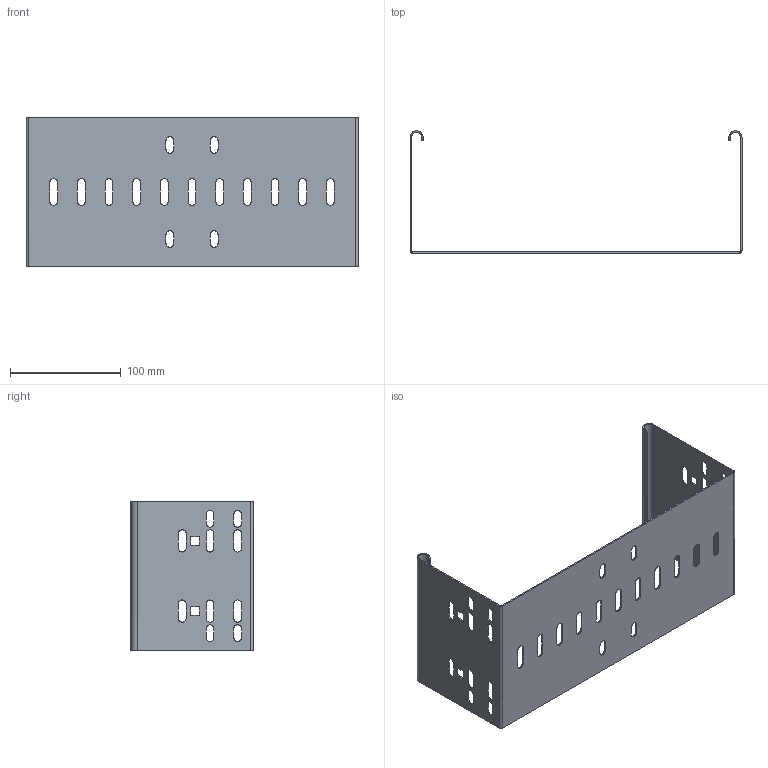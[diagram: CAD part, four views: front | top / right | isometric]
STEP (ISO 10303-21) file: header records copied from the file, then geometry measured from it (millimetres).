
FILE_DESCRIPTION(/* description */ (''),/* implementation_level */ '2;1');
FILE_NAME(/* name */ '6065916',/* time_stamp */ '2014-10-10T13:34:23+02:00',/* author */ (''),/* organization */ (''),/* preprocessor_version */ 'ST-DEVELOPER v15',/* originating_system */ '',/* authorisation */ '');
FILE_SCHEMA (('AUTOMOTIVE_DESIGN'));
Length unit declared in the file: millimetre
Products named in the file (1): Document
Bounding box: 300 x 110.49 x 135 mm (x, y, z)
Volume: 86337.2 mm3; surface area: 141619.8 mm2
Topology: 1 solids, 1 shells, 206 faces, 604 edges, 400 vertices
Faces by surface type: plane 104, bspline 102
Entity records: 7359 total; most frequent: CARTESIAN_POINT 3758, ORIENTED_EDGE 1208, EDGE_CURVE 604, VERTEX_POINT 400, EDGE_LOOP 284, B_SPLINE_CURVE_WITH_KNOTS 278, ADVANCED_FACE 206, FACE_OUTER_BOUND 206
